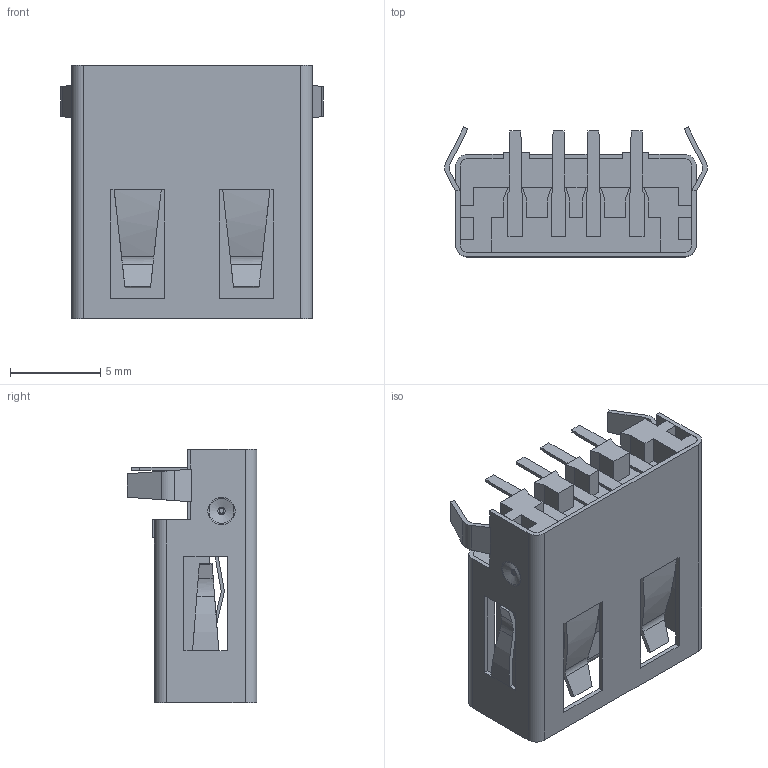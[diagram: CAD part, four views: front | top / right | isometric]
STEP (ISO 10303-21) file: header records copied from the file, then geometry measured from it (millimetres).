
FILE_DESCRIPTION(/* description */ (''),/* implementation_level */ '2;1');
FILE_NAME(/* name */ '1_USB_Type_A v3.step',/* time_stamp */ '2024-09-05T10:09:35+02:00',/* author */ (''),/* organization */ (''),/* preprocessor_version */ 'ST-DEVELOPER v20',/* originating_system */ 'Autodesk Translation Framework v13.14.0.145',/* authorisation */ '');
FILE_SCHEMA (('AUTOMOTIVE_DESIGN { 1 0 10303 214 3 1 1 }'));
Length unit declared in the file: millimetre
Products named in the file (5): 1_USB_Type_A; USB_A_GND; USB_A_Teflon; USB_A_Pin; USB_A_Pin(Mirror)
Assembly tree (6 placements, depth 2):
  1_USB_Type_A
    USB_A_GND
    USB_A_Teflon
    USB_A_Pin  x2
    USB_A_Pin(Mirror)  x2
Bounding box: 14.5 x 7.17 x 14 mm (x, y, z)
Volume: 437.9 mm3; surface area: 1546.9 mm2
Topology: 6 solids, 19 shells, 545 faces, 1508 edges, 998 vertices
Faces by surface type: plane 386, bspline 104, cylinder 51, torus 2, cone 2
Entity records: 17032 total; most frequent: CARTESIAN_POINT 4604, ORIENTED_EDGE 2776, DIRECTION 2118, EDGE_CURVE 1388, LINE 1066, VECTOR 1066, VERTEX_POINT 918, EDGE_LOOP 530
